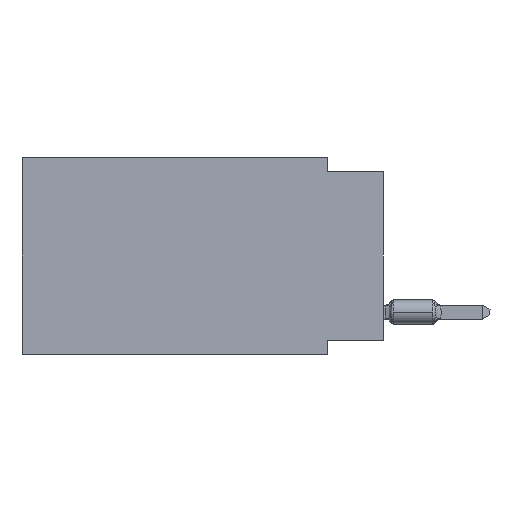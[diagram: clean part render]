
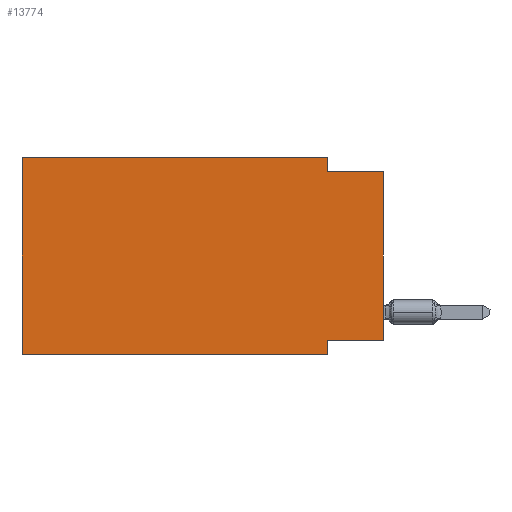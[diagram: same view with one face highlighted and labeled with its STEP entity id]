
A CAD part, left-side view. The second image highlights one B-rep face of the part: STEP entity #13774.
In plain terms, the highlighted planar face has unit normal (-1, 0, 0).
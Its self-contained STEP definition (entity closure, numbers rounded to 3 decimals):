
#35 = VECTOR ( 'NONE', #1421, 1000. ) ;
#152 = LINE ( 'NONE', #14263, #7223 ) ;
#220 = DIRECTION ( 'NONE',  ( 0., 0., 1. ) ) ;
#311 = EDGE_CURVE ( 'NONE', #10556, #8935, #990, .T. ) ;
#452 = EDGE_CURVE ( 'NONE', #14127, #10556, #10970, .T. ) ;
#534 = VERTEX_POINT ( 'NONE', #13307 ) ;
#763 = VECTOR ( 'NONE', #11661, 1000. ) ;
#990 = LINE ( 'NONE', #17736, #17116 ) ;
#1372 = VERTEX_POINT ( 'NONE', #11611 ) ;
#1421 = DIRECTION ( 'NONE',  ( 0., 0., -1. ) ) ;
#1655 = ORIENTED_EDGE ( 'NONE', *, *, #452, .F. ) ;
#1950 = CARTESIAN_POINT ( 'NONE',  ( 0., 16.383, 0. ) ) ;
#2155 = EDGE_CURVE ( 'NONE', #14127, #12395, #12352, .T. ) ;
#2220 = ORIENTED_EDGE ( 'NONE', *, *, #311, .F. ) ;
#2244 = CARTESIAN_POINT ( 'NONE',  ( 0., 0., -0.635 ) ) ;
#2474 = ORIENTED_EDGE ( 'NONE', *, *, #2155, .T. ) ;
#3339 = CARTESIAN_POINT ( 'NONE',  ( 0., 2.54, -0.635 ) ) ;
#3378 = VERTEX_POINT ( 'NONE', #9803 ) ;
#3879 = ORIENTED_EDGE ( 'NONE', *, *, #5080, .F. ) ;
#4070 = CARTESIAN_POINT ( 'NONE',  ( 0., 16.383, -8.89 ) ) ;
#4073 = CARTESIAN_POINT ( 'NONE',  ( 0., 2.54, -8.89 ) ) ;
#5080 = EDGE_CURVE ( 'NONE', #16267, #534, #14765, .T. ) ;
#5215 = ORIENTED_EDGE ( 'NONE', *, *, #10430, .F. ) ;
#5950 = VECTOR ( 'NONE', #7820, 1000. ) ;
#6101 = PLANE ( 'NONE',  #12199 ) ;
#6930 = EDGE_CURVE ( 'NONE', #8935, #16267, #152, .T. ) ;
#7223 = VECTOR ( 'NONE', #16823, 1000. ) ;
#7463 = FACE_OUTER_BOUND ( 'NONE', #10610, .T. ) ;
#7820 = DIRECTION ( 'NONE',  ( 0., -1., 0. ) ) ;
#8771 = EDGE_CURVE ( 'NONE', #3378, #1372, #16710, .T. ) ;
#8843 = DIRECTION ( 'NONE',  ( 0., 0., -1. ) ) ;
#8935 = VERTEX_POINT ( 'NONE', #17695 ) ;
#9145 = ORIENTED_EDGE ( 'NONE', *, *, #8771, .F. ) ;
#9803 = CARTESIAN_POINT ( 'NONE',  ( 0., 0., -8.255 ) ) ;
#9871 = CARTESIAN_POINT ( 'NONE',  ( 0., 0., -8.255 ) ) ;
#10012 = LINE ( 'NONE', #11539, #15722 ) ;
#10430 = EDGE_CURVE ( 'NONE', #1372, #12395, #13704, .T. ) ;
#10556 = VERTEX_POINT ( 'NONE', #1950 ) ;
#10610 = EDGE_LOOP ( 'NONE', ( #15003, #3879, #17768, #2220, #1655, #2474, #5215, #9145 ) ) ;
#10970 = LINE ( 'NONE', #14231, #17697 ) ;
#11539 = CARTESIAN_POINT ( 'NONE',  ( 0., 0., 0. ) ) ;
#11611 = CARTESIAN_POINT ( 'NONE',  ( 0., 2.54, -8.255 ) ) ;
#11661 = DIRECTION ( 'NONE',  ( 0., 1., 0. ) ) ;
#12065 = DIRECTION ( 'NONE',  ( 0., -1., 0. ) ) ;
#12093 = EDGE_CURVE ( 'NONE', #3378, #534, #10012, .T. ) ;
#12199 = AXIS2_PLACEMENT_3D ( 'NONE', #12959, #16985, #8843 ) ;
#12266 = DIRECTION ( 'NONE',  ( 0., -1., 0. ) ) ;
#12352 = LINE ( 'NONE', #18012, #17131 ) ;
#12395 = VERTEX_POINT ( 'NONE', #16477 ) ;
#12959 = CARTESIAN_POINT ( 'NONE',  ( 0., 16.383, 0. ) ) ;
#13307 = CARTESIAN_POINT ( 'NONE',  ( 0., 0., -0.635 ) ) ;
#13704 = LINE ( 'NONE', #4073, #35 ) ;
#13774 = ADVANCED_FACE ( 'NONE', ( #7463 ), #6101, .F. ) ;
#14127 = VERTEX_POINT ( 'NONE', #4070 ) ;
#14231 = CARTESIAN_POINT ( 'NONE',  ( 0., 16.383, 0. ) ) ;
#14263 = CARTESIAN_POINT ( 'NONE',  ( 0., 2.54, 0. ) ) ;
#14765 = LINE ( 'NONE', #2244, #5950 ) ;
#15003 = ORIENTED_EDGE ( 'NONE', *, *, #12093, .T. ) ;
#15722 = VECTOR ( 'NONE', #17130, 1000. ) ;
#16267 = VERTEX_POINT ( 'NONE', #3339 ) ;
#16477 = CARTESIAN_POINT ( 'NONE',  ( 0., 2.54, -8.89 ) ) ;
#16710 = LINE ( 'NONE', #9871, #763 ) ;
#16823 = DIRECTION ( 'NONE',  ( 0., 0., -1. ) ) ;
#16985 = DIRECTION ( 'NONE',  ( 1., 0., 0. ) ) ;
#17116 = VECTOR ( 'NONE', #12065, 1000. ) ;
#17130 = DIRECTION ( 'NONE',  ( 0., 0., 1. ) ) ;
#17131 = VECTOR ( 'NONE', #12266, 1000. ) ;
#17695 = CARTESIAN_POINT ( 'NONE',  ( 0., 2.54, 0. ) ) ;
#17697 = VECTOR ( 'NONE', #220, 1000. ) ;
#17736 = CARTESIAN_POINT ( 'NONE',  ( 0., 16.383, 0. ) ) ;
#17768 = ORIENTED_EDGE ( 'NONE', *, *, #6930, .F. ) ;
#18012 = CARTESIAN_POINT ( 'NONE',  ( 0., 16.383, -8.89 ) ) ;
